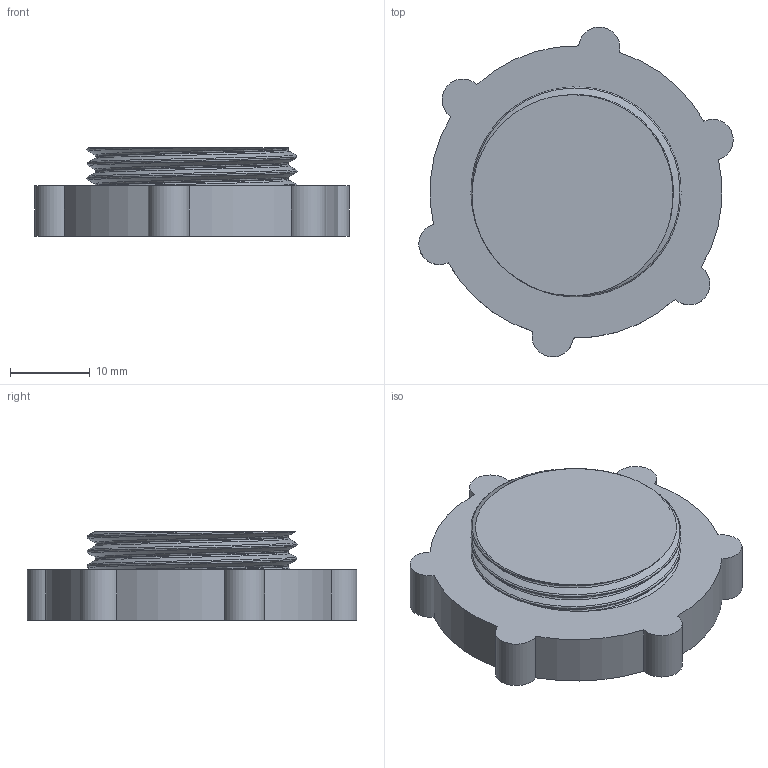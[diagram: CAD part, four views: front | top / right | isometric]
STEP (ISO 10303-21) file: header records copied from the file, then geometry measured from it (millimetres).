
FILE_DESCRIPTION(/* description */ ('','CAx-IF Rec.Pracs.---Representation and Presentation of Product Manufacturing Information (PMI)---4.0---2014-10-13'),/* implementation_level */ '2;1');
FILE_NAME(/* name */ 'bottlcap v2 v2.step',/* time_stamp */ '2025-02-03T23:55:28-05:00',/* author */ (''),/* organization */ (''),/* preprocessor_version */ 'ST-DEVELOPER v20',/* originating_system */ 'Autodesk Translation Framework v13.20.0.188',/* authorisation */ '');
FILE_SCHEMA (('AP242_MANAGED_MODEL_BASED_3D_ENGINEERING_MIM_LF { 1 0 10303 442 1 1 4 }'));
Length unit declared in the file: millimetre
Products named in the file (1): bottlcap v2
Bounding box: 39.35 x 41.27 x 11.11 mm (x, y, z)
Volume: 9455.6 mm3; surface area: 3713.7 mm2
Topology: 1 solids, 1 shells, 25 faces, 66 edges, 44 vertices
Faces by surface type: cylinder 16, bspline 6, plane 3
Full cylindrical faces by diameter (mm): 24.117 x2
Entity records: 2577 total; most frequent: CARTESIAN_POINT 1959, ORIENTED_EDGE 132, DIRECTION 109, EDGE_CURVE 66, AXIS2_PLACEMENT_3D 47, VERTEX_POINT 44, CIRCLE 27, EDGE_LOOP 26
